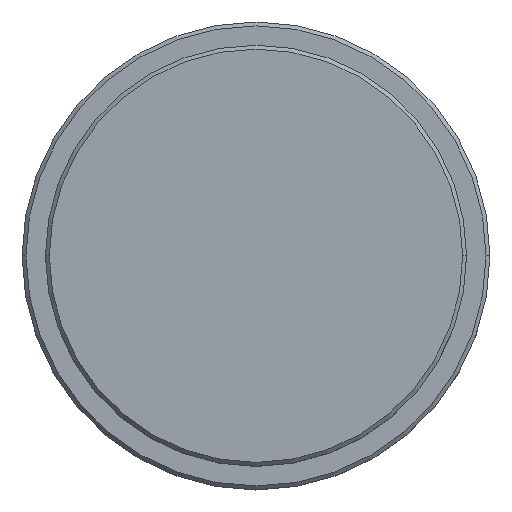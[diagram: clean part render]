
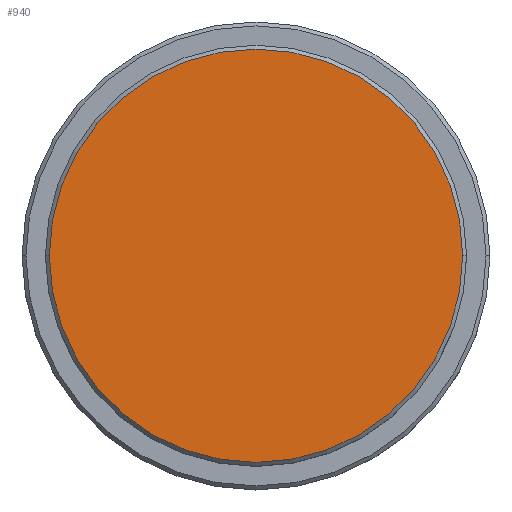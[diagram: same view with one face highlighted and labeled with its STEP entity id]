
A CAD part, top view. The second image highlights one B-rep face of the part: STEP entity #940.
In plain terms, the highlighted planar face has unit normal (0, 0, 1).
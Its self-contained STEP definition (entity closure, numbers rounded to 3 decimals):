
#112 = CIRCLE ( 'NONE', #630, 26.5 ) ;
#334 = DIRECTION ( 'NONE',  ( 1., 0., 0. ) ) ;
#380 = CARTESIAN_POINT ( 'NONE',  ( 0., 0., 0. ) ) ;
#435 = VERTEX_POINT ( 'NONE', #978 ) ;
#464 = EDGE_LOOP ( 'NONE', ( #742, #1270 ) ) ;
#548 = VERTEX_POINT ( 'NONE', #1036 ) ;
#630 = AXIS2_PLACEMENT_3D ( 'NONE', #923, #1376, #817 ) ;
#643 = FACE_OUTER_BOUND ( 'NONE', #464, .T. ) ;
#742 = ORIENTED_EDGE ( 'NONE', *, *, #849, .T. ) ;
#766 = DIRECTION ( 'NONE',  ( 0., 0., 1. ) ) ;
#817 = DIRECTION ( 'NONE',  ( 1., 0., 0. ) ) ;
#849 = EDGE_CURVE ( 'NONE', #435, #548, #112, .T. ) ;
#909 = DIRECTION ( 'NONE',  ( 0., 0., 1. ) ) ;
#923 = CARTESIAN_POINT ( 'NONE',  ( 0., 0., 0. ) ) ;
#940 = ADVANCED_FACE ( 'NONE', ( #643 ), #1003, .T. ) ;
#949 = AXIS2_PLACEMENT_3D ( 'NONE', #380, #909, #1050 ) ;
#978 = CARTESIAN_POINT ( 'NONE',  ( -26.5, 0., 0. ) ) ;
#1003 = PLANE ( 'NONE',  #1092 ) ;
#1036 = CARTESIAN_POINT ( 'NONE',  ( 26.5, 0., 0. ) ) ;
#1050 = DIRECTION ( 'NONE',  ( 1., 0., 0. ) ) ;
#1092 = AXIS2_PLACEMENT_3D ( 'NONE', #1312, #766, #334 ) ;
#1224 = EDGE_CURVE ( 'NONE', #548, #435, #1374, .T. ) ;
#1270 = ORIENTED_EDGE ( 'NONE', *, *, #1224, .T. ) ;
#1312 = CARTESIAN_POINT ( 'NONE',  ( 0., 0., 0. ) ) ;
#1374 = CIRCLE ( 'NONE', #949, 26.5 ) ;
#1376 = DIRECTION ( 'NONE',  ( 0., 0., 1. ) ) ;
